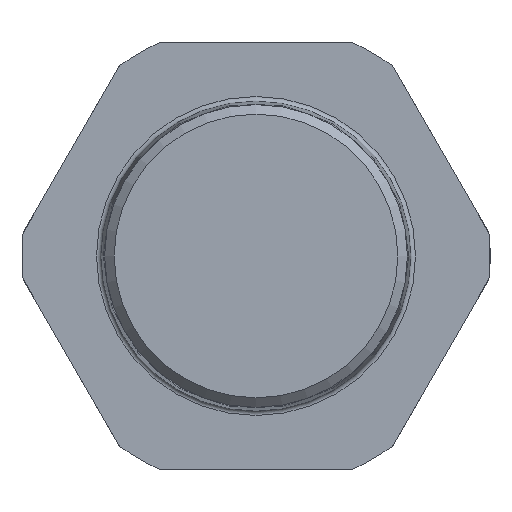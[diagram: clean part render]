
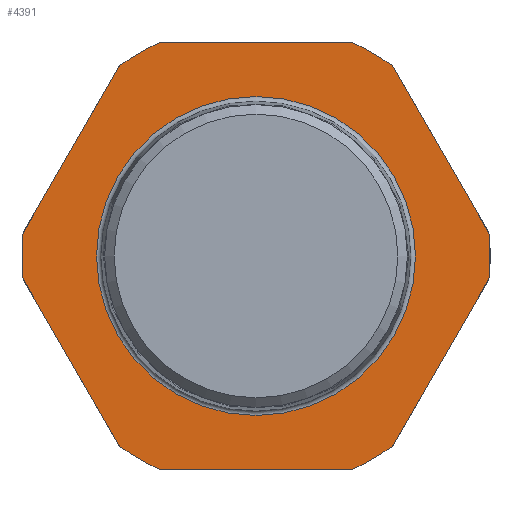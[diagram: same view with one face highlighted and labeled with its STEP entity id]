
A CAD part, left-side view. The second image highlights one B-rep face of the part: STEP entity #4391.
In plain terms, the highlighted planar face has unit normal (-1, 0, 0).
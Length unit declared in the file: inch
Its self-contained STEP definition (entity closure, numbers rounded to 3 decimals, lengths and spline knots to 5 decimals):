
#162=FACE_BOUND('',#1150,.T.);
#440=LINE('',#8639,#639);
#443=LINE('',#8669,#642);
#446=LINE('',#8699,#645);
#449=LINE('',#8729,#648);
#452=LINE('',#8749,#651);
#455=LINE('',#8792,#654);
#639=VECTOR('',#6111,0.3937);
#642=VECTOR('',#6116,0.3937);
#645=VECTOR('',#6121,0.3937);
#648=VECTOR('',#6126,0.3937);
#651=VECTOR('',#6131,0.3937);
#654=VECTOR('',#6136,0.3937);
#918=FACE_OUTER_BOUND('',#1149,.T.);
#1149=EDGE_LOOP('',(#3804,#3805,#3806,#3807,#3808,#3809,#3810,#3811,#3812,
#3813,#3814,#3815));
#1150=EDGE_LOOP('',(#3816,#3817));
#1442=CIRCLE('',#4920,0.99409);
#1444=CIRCLE('',#4923,0.99409);
#1445=CIRCLE('',#4925,0.99409);
#1448=CIRCLE('',#4929,0.99409);
#1449=CIRCLE('',#4931,0.99409);
#1453=CIRCLE('',#4937,0.99409);
#1454=CIRCLE('',#4938,0.67717);
#1455=CIRCLE('',#4939,0.67717);
#1878=VERTEX_POINT('',#8636);
#1879=VERTEX_POINT('',#8638);
#1882=VERTEX_POINT('',#8666);
#1883=VERTEX_POINT('',#8668);
#1886=VERTEX_POINT('',#8696);
#1887=VERTEX_POINT('',#8698);
#1890=VERTEX_POINT('',#8726);
#1891=VERTEX_POINT('',#8728);
#1894=VERTEX_POINT('',#8746);
#1895=VERTEX_POINT('',#8748);
#1899=VERTEX_POINT('',#8789);
#1900=VERTEX_POINT('',#8791);
#1901=VERTEX_POINT('',#8814);
#1902=VERTEX_POINT('',#8815);
#2508=EDGE_CURVE('',#1879,#1878,#440,.T.);
#2512=EDGE_CURVE('',#1883,#1882,#443,.T.);
#2516=EDGE_CURVE('',#1887,#1886,#446,.T.);
#2520=EDGE_CURVE('',#1891,#1890,#449,.T.);
#2524=EDGE_CURVE('',#1895,#1894,#452,.T.);
#2529=EDGE_CURVE('',#1900,#1899,#455,.T.);
#2532=EDGE_CURVE('',#1900,#1890,#1442,.T.);
#2534=EDGE_CURVE('',#1891,#1886,#1444,.T.);
#2535=EDGE_CURVE('',#1883,#1894,#1445,.T.);
#2538=EDGE_CURVE('',#1887,#1882,#1448,.T.);
#2539=EDGE_CURVE('',#1879,#1899,#1449,.T.);
#2543=EDGE_CURVE('',#1895,#1878,#1453,.T.);
#2544=EDGE_CURVE('',#1901,#1902,#1454,.T.);
#2545=EDGE_CURVE('',#1902,#1901,#1455,.T.);
#3804=ORIENTED_EDGE('',*,*,#2508,.T.);
#3805=ORIENTED_EDGE('',*,*,#2543,.F.);
#3806=ORIENTED_EDGE('',*,*,#2524,.T.);
#3807=ORIENTED_EDGE('',*,*,#2535,.F.);
#3808=ORIENTED_EDGE('',*,*,#2512,.T.);
#3809=ORIENTED_EDGE('',*,*,#2538,.F.);
#3810=ORIENTED_EDGE('',*,*,#2516,.T.);
#3811=ORIENTED_EDGE('',*,*,#2534,.F.);
#3812=ORIENTED_EDGE('',*,*,#2520,.T.);
#3813=ORIENTED_EDGE('',*,*,#2532,.F.);
#3814=ORIENTED_EDGE('',*,*,#2529,.T.);
#3815=ORIENTED_EDGE('',*,*,#2539,.F.);
#3816=ORIENTED_EDGE('',*,*,#2544,.T.);
#3817=ORIENTED_EDGE('',*,*,#2545,.T.);
#3943=PLANE('',#4936);
#4391=ADVANCED_FACE('',(#918,#162),#3943,.T.);
#4920=AXIS2_PLACEMENT_3D('',#8796,#6142,#6143);
#4923=AXIS2_PLACEMENT_3D('',#8799,#6148,#6149);
#4925=AXIS2_PLACEMENT_3D('',#8801,#6152,#6153);
#4929=AXIS2_PLACEMENT_3D('',#8805,#6160,#6161);
#4931=AXIS2_PLACEMENT_3D('',#8807,#6164,#6165);
#4936=AXIS2_PLACEMENT_3D('',#8812,#6174,#6175);
#4937=AXIS2_PLACEMENT_3D('',#8813,#6176,#6177);
#4938=AXIS2_PLACEMENT_3D('',#8816,#6178,#6179);
#4939=AXIS2_PLACEMENT_3D('',#8817,#6180,#6181);
#6111=DIRECTION('',(0.,-0.5,-0.866));
#6116=DIRECTION('',(0.,-0.5,0.866));
#6121=DIRECTION('',(0.,0.5,0.866));
#6126=DIRECTION('',(0.,1.,0.));
#6131=DIRECTION('',(0.,-1.,0.));
#6136=DIRECTION('',(0.,0.5,-0.866));
#6142=DIRECTION('center_axis',(1.,0.,0.));
#6143=DIRECTION('ref_axis',(0.,0.,1.));
#6148=DIRECTION('center_axis',(1.,0.,0.));
#6149=DIRECTION('ref_axis',(0.,0.,1.));
#6152=DIRECTION('center_axis',(1.,0.,0.));
#6153=DIRECTION('ref_axis',(0.,0.,1.));
#6160=DIRECTION('center_axis',(1.,0.,0.));
#6161=DIRECTION('ref_axis',(0.,0.,1.));
#6164=DIRECTION('center_axis',(1.,0.,0.));
#6165=DIRECTION('ref_axis',(0.,0.,1.));
#6174=DIRECTION('center_axis',(-1.,0.,0.));
#6175=DIRECTION('ref_axis',(0.,0.,-1.));
#6176=DIRECTION('center_axis',(1.,0.,0.));
#6177=DIRECTION('ref_axis',(0.,0.,1.));
#6178=DIRECTION('center_axis',(1.,0.,0.));
#6179=DIRECTION('ref_axis',(0.,0.,1.));
#6180=DIRECTION('center_axis',(1.,0.,0.));
#6181=DIRECTION('ref_axis',(0.,0.,1.));
#8636=CARTESIAN_POINT('',(0.0876,0.57909,-0.80801));
#8638=CARTESIAN_POINT('',(0.0876,0.9893,-0.0975));
#8639=CARTESIAN_POINT('',(0.0876,0.76249,-0.49036));
#8666=CARTESIAN_POINT('',(0.0876,-0.9893,-0.0975));
#8668=CARTESIAN_POINT('',(0.0876,-0.57909,-0.80801));
#8669=CARTESIAN_POINT('',(0.0876,-0.80591,-0.41515));
#8696=CARTESIAN_POINT('',(0.0876,-0.57909,0.80801));
#8698=CARTESIAN_POINT('',(0.0876,-0.9893,0.0975));
#8699=CARTESIAN_POINT('',(0.0876,-1.01101,0.0599));
#8726=CARTESIAN_POINT('',(0.0876,0.41021,0.90551));
#8728=CARTESIAN_POINT('',(0.0876,-0.41021,0.90551));
#8729=CARTESIAN_POINT('',(0.0876,-0.70215,0.90551));
#8746=CARTESIAN_POINT('',(0.0876,-0.41021,-0.90551));
#8748=CARTESIAN_POINT('',(0.0876,0.41021,-0.90551));
#8749=CARTESIAN_POINT('',(0.0876,-0.29194,-0.90551));
#8789=CARTESIAN_POINT('',(0.0876,0.9893,0.0975));
#8791=CARTESIAN_POINT('',(0.0876,0.57909,0.80801));
#8792=CARTESIAN_POINT('',(0.0876,0.55738,0.84561));
#8796=CARTESIAN_POINT('Origin',(0.0876,0.,0.));
#8799=CARTESIAN_POINT('Origin',(0.0876,0.,0.));
#8801=CARTESIAN_POINT('Origin',(0.0876,0.,0.));
#8805=CARTESIAN_POINT('Origin',(0.0876,0.,0.));
#8807=CARTESIAN_POINT('Origin',(0.0876,0.,0.));
#8812=CARTESIAN_POINT('Origin',(0.0876,-0.99409,0.));
#8813=CARTESIAN_POINT('Origin',(0.0876,0.,0.));
#8814=CARTESIAN_POINT('',(0.0876,-0.67717,0.));
#8815=CARTESIAN_POINT('',(0.0876,0.,-0.67717));
#8816=CARTESIAN_POINT('Origin',(0.0876,0.,0.));
#8817=CARTESIAN_POINT('Origin',(0.0876,0.,0.));
